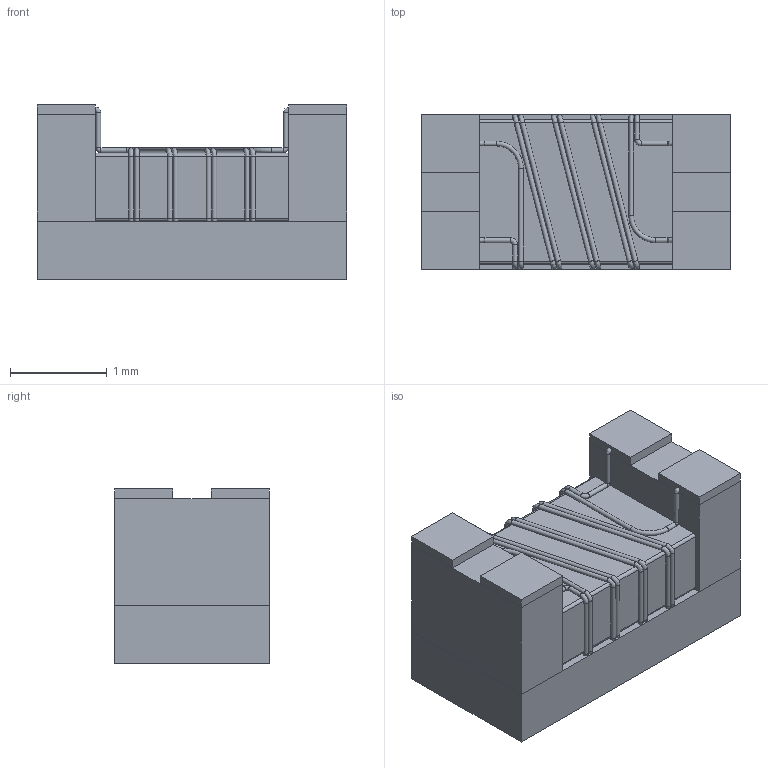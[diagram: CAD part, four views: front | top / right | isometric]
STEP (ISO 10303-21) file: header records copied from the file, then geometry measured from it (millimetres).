
FILE_DESCRIPTION(/* description */ ('Unknown'),/* implementation_level */ '2;1');
FILE_NAME(/* name */ '744232xxx',/* time_stamp */ '2023-07-20T14:15:57+02:00',/* author */ ('Unknown'),/* organization */ ('Unknown'),/* preprocessor_version */ 'ST-DEVELOPER v16.7',/* originating_system */ 'Solid Edge',/* authorisation */ 'Unknown');
FILE_SCHEMA (('AUTOMOTIVE_DESIGN {1 0 10303 214 3 1 1}'));
Length unit declared in the file: millimetre
Products named in the file (4): 744232xxx; Gehäuse; Boden; L飆fl踄he
Assembly tree (6 placements, depth 2):
  744232xxx
    Gehäuse
    Boden
    L飆fl踄he  x4
Bounding box: 3.2 x 1.6 x 1.8 mm (x, y, z)
Volume: 7.5 mm3; surface area: 46.3 mm2
Topology: 8 solids, 8 shells, 142 faces, 290 edges, 164 vertices
Faces by surface type: cylinder 50, plane 48, torus 32, bspline 12
Full cylindrical faces by diameter (mm): 0.05 x46
Entity records: 3980 total; most frequent: CARTESIAN_POINT 1599, DIRECTION 502, ORIENTED_EDGE 328, AXIS2_PLACEMENT_3D 219, EDGE_LOOP 214, FACE_BOUND 214, EDGE_CURVE 164, VERTEX_POINT 140
